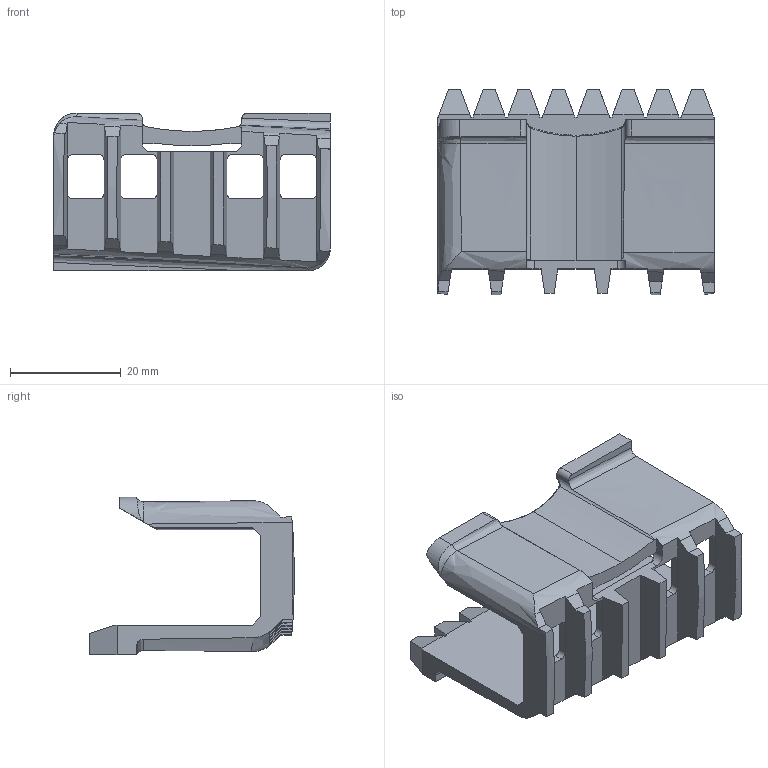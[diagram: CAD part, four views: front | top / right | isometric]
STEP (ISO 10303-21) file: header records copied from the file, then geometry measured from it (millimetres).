
FILE_DESCRIPTION (( 'STEP AP214' ), '1' );
FILE_NAME ('A19_FLEX1-018.P3.STEP', '2023-03-10T13:15:49', ( '' ), ( '' ), 'SwSTEP 2.0', 'SolidWorks 2019', '' );
FILE_SCHEMA (( 'AUTOMOTIVE_DESIGN' ));
Length unit declared in the file: millimetre
Products named in the file (1): A19_FLEX1-018.P3
Bounding box: 50 x 37.12 x 28.46 mm (x, y, z)
Volume: 12098.8 mm3; surface area: 9308.3 mm2
Topology: 1 solids, 1 shells, 302 faces, 855 edges, 561 vertices
Faces by surface type: plane 161, bspline 107, cylinder 34
Entity records: 15173 total; most frequent: CARTESIAN_POINT 8003, ORIENTED_EDGE 1710, DIRECTION 1007, EDGE_CURVE 855, VERTEX_POINT 561, LINE 489, VECTOR 489, EDGE_LOOP 318
